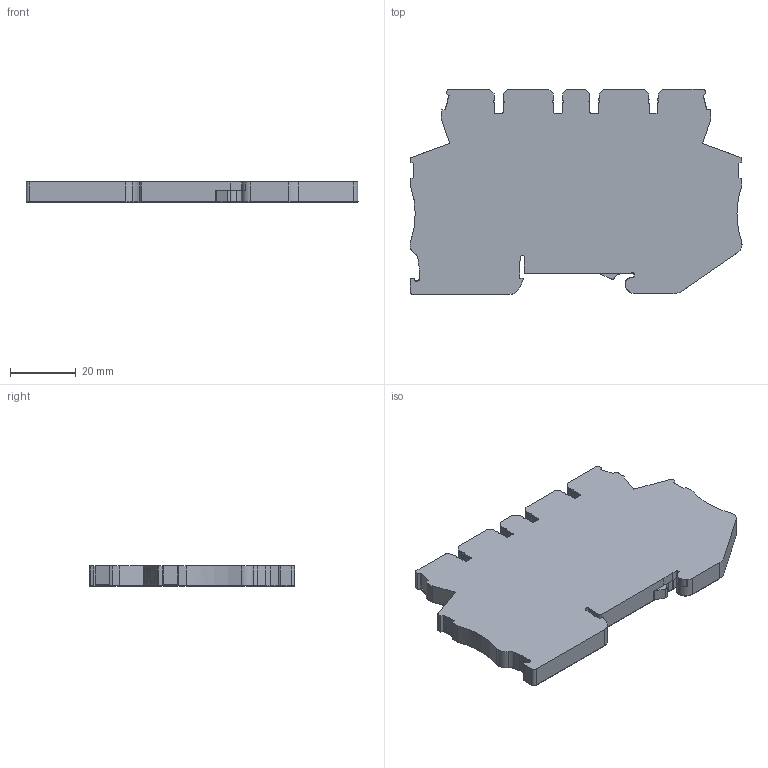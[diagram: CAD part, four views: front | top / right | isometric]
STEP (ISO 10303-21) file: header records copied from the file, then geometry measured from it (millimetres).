
FILE_DESCRIPTION (( 'STEP AP214' ), '1' );
FILE_NAME ('MDB_6.stp', '2019-01-16T12:09:57', ( '' ), ( '' ), 'SwSTEP 2.0', 'SolidWorks 2019', '' );
FILE_SCHEMA (( 'AUTOMOTIVE_DESIGN' ));
Length unit declared in the file: millimetre
Products named in the file (1): MDB_6
Bounding box: 100.78 x 62.26 x 6.15 mm (x, y, z)
Volume: 32911.9 mm3; surface area: 13244.4 mm2
Topology: 1 solids, 1 shells, 779 faces, 2255 edges, 1501 vertices
Faces by surface type: plane 442, cylinder 337
Entity records: 33101 total; most frequent: CARTESIAN_POINT 4594, ORIENTED_EDGE 4510, DIRECTION 4470, EDGE_CURVE 2255, LINE 1576, VECTOR 1576, VERTEX_POINT 1501, AXIS2_PLACEMENT_3D 1447
